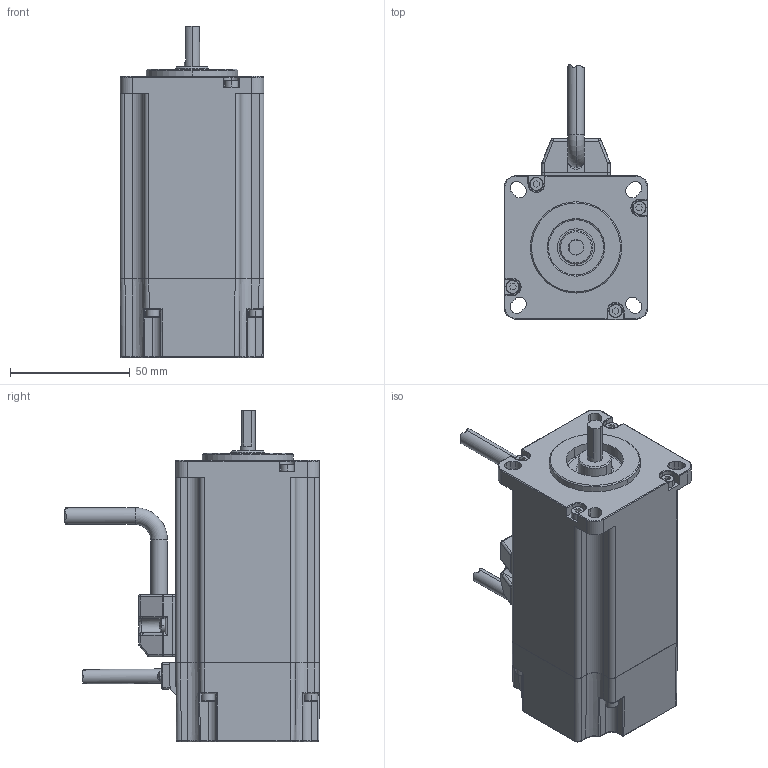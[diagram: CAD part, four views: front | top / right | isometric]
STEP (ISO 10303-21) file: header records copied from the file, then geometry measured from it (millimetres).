
FILE_DESCRIPTION (( 'STEP AP203' ), '1' );
FILE_NAME ('NEMA23_400W_V498-1.STEP', '2010-03-15T02:54:01', ( '' ), ( '' ), 'SwSTEP 2.0', 'SolidWorks 2011', '' );
FILE_SCHEMA (( 'CONFIG_CONTROL_DESIGN' ));
Length unit declared in the file: millimetre
Products named in the file (1): NEMA23_400W_V498-1
Bounding box: 60 x 106.46 x 138.5 mm (x, y, z)
Volume: 318564.2 mm3; surface area: 59607.7 mm2
Topology: 20 solids, 20 shells, 764 faces, 1817 edges, 1113 vertices
Faces by surface type: plane 304, cylinder 287, bspline 127, cone 44, torus 2
Entity records: 25264 total; most frequent: CARTESIAN_POINT 8085, ORIENTED_EDGE 3594, DIRECTION 3506, EDGE_CURVE 1797, AXIS2_PLACEMENT_3D 1281, VERTEX_POINT 1113, LINE 944, VECTOR 944
